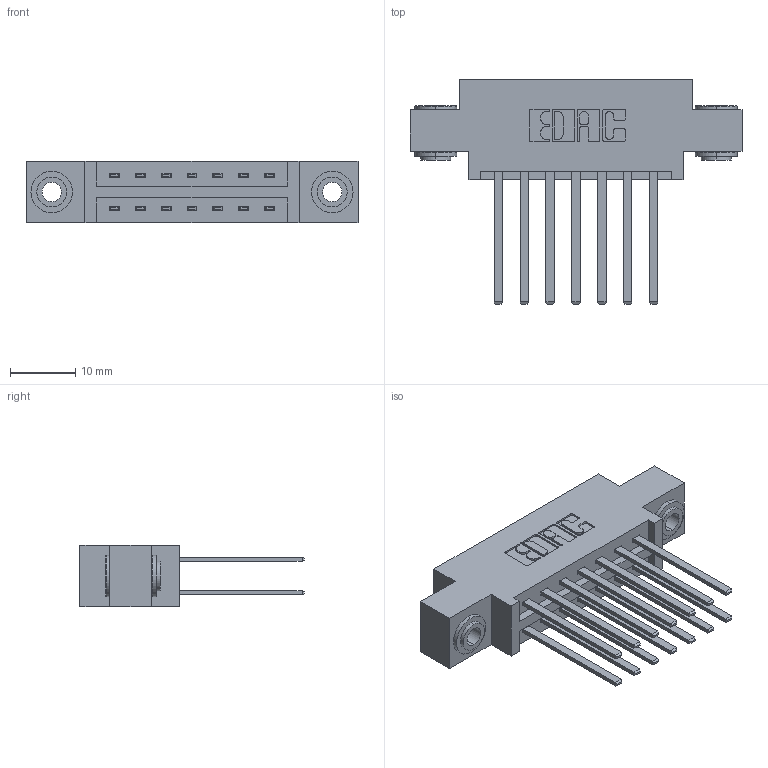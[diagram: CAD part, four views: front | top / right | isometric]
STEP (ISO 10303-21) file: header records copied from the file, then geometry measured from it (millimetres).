
FILE_DESCRIPTION (( 'STEP AP203' ), '1' );
FILE_NAME ('337-014-544-803.STEP', '2019-10-10T17:09:00', ( '' ), ( '' ), 'SwSTEP 2.0', 'SolidWorks 2016', '' );
FILE_SCHEMA (( 'CONFIG_CONTROL_DESIGN' ));
Length unit declared in the file: inch
Products named in the file (4): 337 Part_0.170 Offset - 0.156 Dia-TH; 345-292-001_345-293-144; 337-014-544-803; 345-250-002_345-250-002-102
Assembly tree (17 placements, depth 2):
  337-014-544-803
    337 Part_0.170 Offset - 0.156 Dia-TH
    345-292-001_345-293-144  x14
    345-250-002_345-250-002-102  x2
Bounding box: 50.75 x 34.3 x 9.4 mm (x, y, z)
Volume: 4980.6 mm3; surface area: 6264 mm2
Topology: 17 solids, 17 shells, 828 faces, 2401 edges, 1578 vertices
Faces by surface type: plane 560, cylinder 260, cone 8
Entity records: 10552 total; most frequent: CARTESIAN_POINT 1781, ORIENTED_EDGE 1710, DIRECTION 1609, EDGE_CURVE 855, LINE 707, VECTOR 707, VERTEX_POINT 566, AXIS2_PLACEMENT_3D 451
